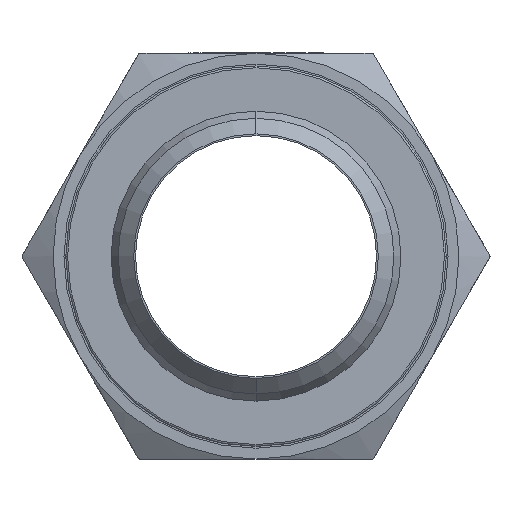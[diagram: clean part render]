
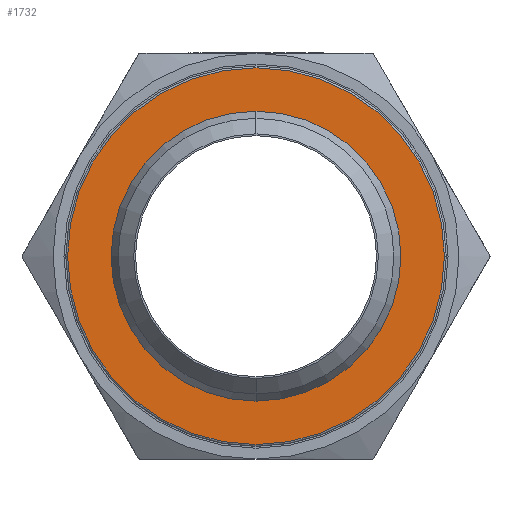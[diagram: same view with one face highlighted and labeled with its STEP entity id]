
A CAD part, left-side view. The second image highlights one B-rep face of the part: STEP entity #1732.
In plain terms, the highlighted planar face has unit normal (-1, 0, 0).
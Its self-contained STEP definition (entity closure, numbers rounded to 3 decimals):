
#1548 = ORIENTED_EDGE ( 'NONE', *, *, #7356, .F. ) ;
#1732 = ADVANCED_FACE ( 'NONE', ( #8693, #13357 ), #3695, .F. ) ;
#1918 = EDGE_CURVE ( 'NONE', #6096, #4669, #14008, .T. ) ;
#2153 = AXIS2_PLACEMENT_3D ( 'NONE', #9071, #2396, #5567 ) ;
#2396 = DIRECTION ( 'NONE',  ( 1., 0., 0. ) ) ;
#2441 = CARTESIAN_POINT ( 'NONE',  ( -14.2, 0., 0. ) ) ;
#2662 = CARTESIAN_POINT ( 'NONE',  ( -14.2, 0., -40. ) ) ;
#3122 = ORIENTED_EDGE ( 'NONE', *, *, #1918, .F. ) ;
#3695 = PLANE ( 'NONE',  #13463 ) ;
#3715 = EDGE_CURVE ( 'NONE', #9388, #9486, #5521, .T. ) ;
#3748 = DIRECTION ( 'NONE',  ( 1., 0., 0. ) ) ;
#4669 = VERTEX_POINT ( 'NONE', #2662 ) ;
#4867 = DIRECTION ( 'NONE',  ( 1., 0., 0. ) ) ;
#5321 = DIRECTION ( 'NONE',  ( 0., 0., 1. ) ) ;
#5521 = CIRCLE ( 'NONE', #13098, 52. ) ;
#5567 = DIRECTION ( 'NONE',  ( 0., 0., -1. ) ) ;
#6096 = VERTEX_POINT ( 'NONE', #8361 ) ;
#6311 = CARTESIAN_POINT ( 'NONE',  ( -14.2, 0., 0. ) ) ;
#6424 = CARTESIAN_POINT ( 'NONE',  ( -14.2, -52., 0. ) ) ;
#7356 = EDGE_CURVE ( 'NONE', #9486, #9388, #13577, .T. ) ;
#7523 = CARTESIAN_POINT ( 'NONE',  ( -14.2, 52., 0. ) ) ;
#8361 = CARTESIAN_POINT ( 'NONE',  ( -14.2, 0., 40. ) ) ;
#8693 = FACE_BOUND ( 'NONE', #13821, .T. ) ;
#9071 = CARTESIAN_POINT ( 'NONE',  ( -14.2, 0., 0. ) ) ;
#9388 = VERTEX_POINT ( 'NONE', #7523 ) ;
#9486 = VERTEX_POINT ( 'NONE', #6424 ) ;
#9490 = AXIS2_PLACEMENT_3D ( 'NONE', #12334, #13448, #11281 ) ;
#10181 = DIRECTION ( 'NONE',  ( 0., 0., -1. ) ) ;
#10252 = EDGE_LOOP ( 'NONE', ( #1548, #11397 ) ) ;
#11083 = CIRCLE ( 'NONE', #13113, 40. ) ;
#11281 = DIRECTION ( 'NONE',  ( 0., 0., 1. ) ) ;
#11397 = ORIENTED_EDGE ( 'NONE', *, *, #3715, .F. ) ;
#12142 = ORIENTED_EDGE ( 'NONE', *, *, #12302, .F. ) ;
#12302 = EDGE_CURVE ( 'NONE', #4669, #6096, #11083, .T. ) ;
#12334 = CARTESIAN_POINT ( 'NONE',  ( -14.2, 0., 0. ) ) ;
#12496 = DIRECTION ( 'NONE',  ( 0., 1., 0. ) ) ;
#12543 = CARTESIAN_POINT ( 'NONE',  ( -14.2, 0., 52.5 ) ) ;
#13098 = AXIS2_PLACEMENT_3D ( 'NONE', #2441, #4867, #10181 ) ;
#13113 = AXIS2_PLACEMENT_3D ( 'NONE', #6311, #14009, #5321 ) ;
#13357 = FACE_OUTER_BOUND ( 'NONE', #10252, .T. ) ;
#13448 = DIRECTION ( 'NONE',  ( -1., 0., 0. ) ) ;
#13463 = AXIS2_PLACEMENT_3D ( 'NONE', #12543, #3748, #12496 ) ;
#13577 = CIRCLE ( 'NONE', #2153, 52. ) ;
#13821 = EDGE_LOOP ( 'NONE', ( #3122, #12142 ) ) ;
#14008 = CIRCLE ( 'NONE', #9490, 40. ) ;
#14009 = DIRECTION ( 'NONE',  ( -1., 0., 0. ) ) ;
